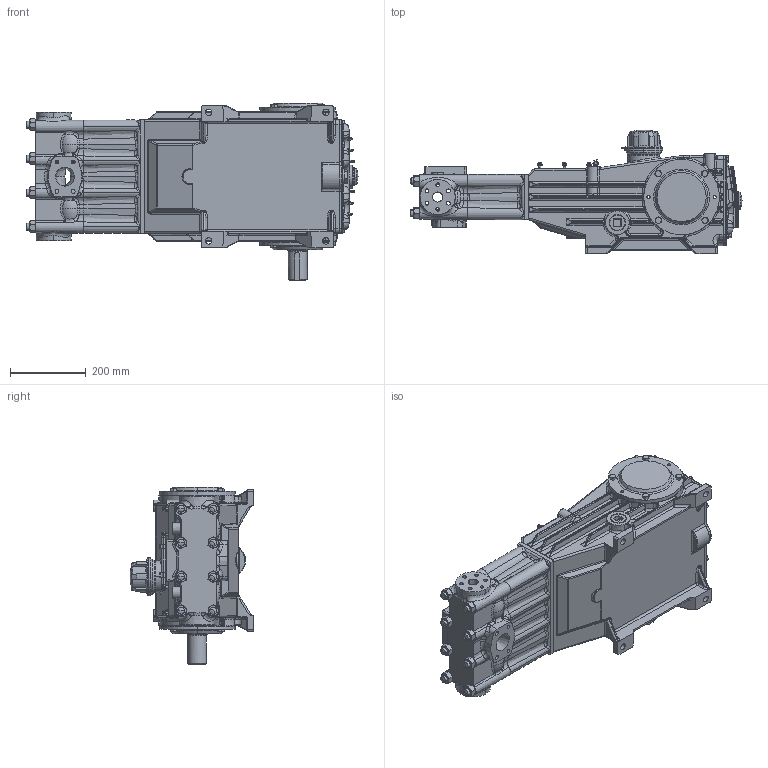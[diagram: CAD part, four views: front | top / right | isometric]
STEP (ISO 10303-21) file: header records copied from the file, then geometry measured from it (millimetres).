
FILE_DESCRIPTION (( 'STEP AP203' ), '1' );
FILE_NAME ('RAM50 VHP.STEP', '2016-04-28T17:53:46', ( 'IT' ), ( 'Microsoft' ), 'SwSTEP 2.0', 'SolidWorks 2016', '' );
FILE_SCHEMA (( 'CONFIG_CONTROL_DESIGN' ));
Length unit declared in the file: inch
Products named in the file (1): RAM50 VHP
Bounding box: 878.05 x 327.5 x 468.8 mm (x, y, z)
Surface area: 1745763.5 mm2 (no closed solid volume)
Topology: 0 solids, 103 shells, 2670 faces, 7084 edges, 4337 vertices
Faces by surface type: cylinder 780, plane 608, bspline 592, cone 386, sphere 163, torus 141
Entity records: 123884 total; most frequent: CARTESIAN_POINT 63344, ORIENTED_EDGE 12667, DIRECTION 12011, EDGE_CURVE 6993, AXIS2_PLACEMENT_3D 4938, VERTEX_POINT 4335, EDGE_LOOP 2947, CIRCLE 2859
